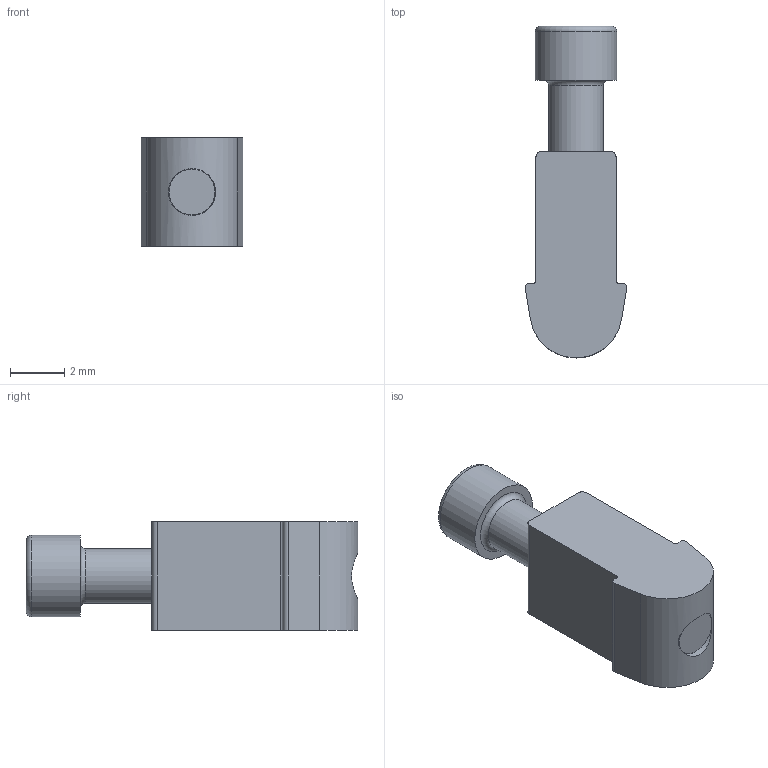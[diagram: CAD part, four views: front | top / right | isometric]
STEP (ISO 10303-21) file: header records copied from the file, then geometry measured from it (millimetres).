
FILE_DESCRIPTION(/* description */ ('STEP AP214'),/* implementation_level */ '2;1');
FILE_NAME(/* name */ '547942_SMM-10',/* time_stamp */ '2024-09-15T08:24:56+02:00',/* author */ ('License CC BY-ND 4.0'),/* organization */ ('CADENAS'),/* preprocessor_version */ 'ST-DEVELOPER v19.3',/* originating_system */ 'PARTsolutions',/* authorisation */ ' ');
FILE_SCHEMA (('AUTOMOTIVE_DESIGN {1 0 10303 214 3 1 1}'));
Length unit declared in the file: millimetre
Products named in the file (1): 547942 SMM-10
Bounding box: 3.75 x 12.23 x 4 mm (x, y, z)
Volume: 108.3 mm3; surface area: 217 mm2
Topology: 1 solids, 1 shells, 36 faces, 90 edges, 59 vertices
Faces by surface type: plane 20, cylinder 11, cone 3, torus 2
Full cylindrical faces by diameter (mm): 1.729 x1, 2 x1, 2.2 x1, 3 x1
Entity records: 1035 total; most frequent: CARTESIAN_POINT 185, DIRECTION 174, ORIENTED_EDGE 154, EDGE_CURVE 77, AXIS2_PLACEMENT_3D 63, VERTEX_POINT 55, LINE 48, VECTOR 48
